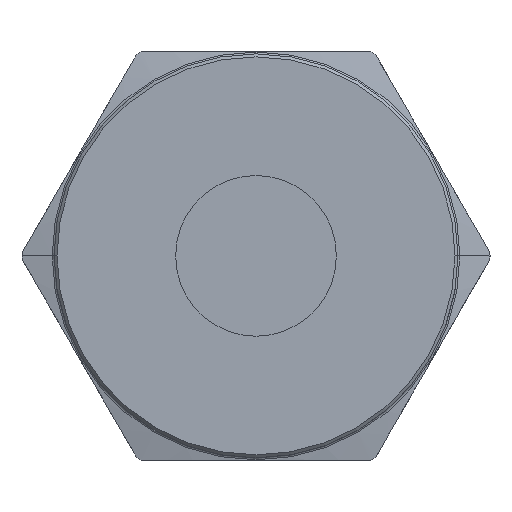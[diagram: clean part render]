
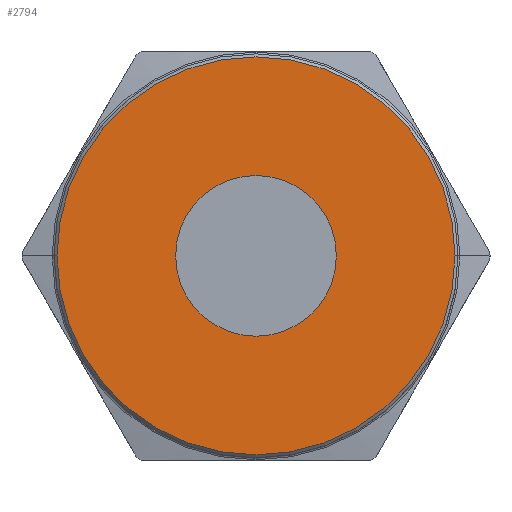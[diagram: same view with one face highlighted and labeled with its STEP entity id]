
A CAD part, top view. The second image highlights one B-rep face of the part: STEP entity #2794.
In plain terms, the highlighted planar face has unit normal (0, 0, 1).
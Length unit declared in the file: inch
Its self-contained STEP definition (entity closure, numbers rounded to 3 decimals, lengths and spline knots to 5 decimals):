
#431 = CARTESIAN_POINT ( 'NONE',  ( 0., 0., 0.36 ) ) ;
#432 = DIRECTION ( 'NONE',  ( 0., 0., 1. ) ) ;
#433 = DIRECTION ( 'NONE',  ( 1., 0., 0. ) ) ;
#436 = CARTESIAN_POINT ( 'NONE',  ( 0., 0., 0.36 ) ) ;
#437 = DIRECTION ( 'NONE',  ( 0., 0., 1. ) ) ;
#438 = DIRECTION ( 'NONE',  ( 1., 0., 0. ) ) ;
#701 = CIRCLE ( 'NONE', #1551, 0.6725 ) ;
#702 = CIRCLE ( 'NONE', #1552, 0.2715 ) ;
#722 = FACE_OUTER_BOUND ( 'NONE', #754, .T. ) ;
#730 = FACE_BOUND ( 'NONE', #2461, .T. ) ;
#754 = EDGE_LOOP ( 'NONE', ( #3240, #3241 ) ) ;
#817 = CIRCLE ( 'NONE', #1530, 0.6725 ) ;
#1509 = AXIS2_PLACEMENT_3D ( 'NONE', #3018, #3017, #3016 ) ;
#1530 = AXIS2_PLACEMENT_3D ( 'NONE', #2262, #2261, #2260 ) ;
#1551 = AXIS2_PLACEMENT_3D ( 'NONE', #431, #432, #433 ) ;
#1552 = AXIS2_PLACEMENT_3D ( 'NONE', #436, #437, #438 ) ;
#1569 = AXIS2_PLACEMENT_3D ( 'NONE', #1949, #1948, #1953 ) ;
#1914 = CARTESIAN_POINT ( 'NONE',  ( -0.2715, 0., 0.36 ) ) ;
#1948 = DIRECTION ( 'NONE',  ( 0., 0., 1. ) ) ;
#1949 = CARTESIAN_POINT ( 'NONE',  ( 0., 0., 0.36 ) ) ;
#1951 = PLANE ( 'NONE',  #1569 ) ;
#1953 = DIRECTION ( 'NONE',  ( 1., 0., 0. ) ) ;
#2260 = DIRECTION ( 'NONE',  ( 1., 0., 0. ) ) ;
#2261 = DIRECTION ( 'NONE',  ( 0., 0., 1. ) ) ;
#2262 = CARTESIAN_POINT ( 'NONE',  ( 0., 0., 0.36 ) ) ;
#2461 = EDGE_LOOP ( 'NONE', ( #3242, #3243 ) ) ;
#2482 = VERTEX_POINT ( 'NONE', #3104 ) ;
#2484 = VERTEX_POINT ( 'NONE', #3102 ) ;
#2488 = VERTEX_POINT ( 'NONE', #3098 ) ;
#2512 = EDGE_CURVE ( 'NONE', #2750, #2484, #2839, .T. ) ;
#2556 = EDGE_CURVE ( 'NONE', #2488, #2482, #817, .T. ) ;
#2626 = EDGE_CURVE ( 'NONE', #2482, #2488, #701, .T. ) ;
#2627 = EDGE_CURVE ( 'NONE', #2484, #2750, #702, .T. ) ;
#2750 = VERTEX_POINT ( 'NONE', #1914 ) ;
#2794 = ADVANCED_FACE ( 'NONE', ( #722, #730 ), #1951, .T. ) ;
#2839 = CIRCLE ( 'NONE', #1509, 0.2715 ) ;
#3016 = DIRECTION ( 'NONE',  ( 1., 0., 0. ) ) ;
#3017 = DIRECTION ( 'NONE',  ( 0., 0., 1. ) ) ;
#3018 = CARTESIAN_POINT ( 'NONE',  ( 0., 0., 0.36 ) ) ;
#3098 = CARTESIAN_POINT ( 'NONE',  ( 0.6725, 0., 0.36 ) ) ;
#3102 = CARTESIAN_POINT ( 'NONE',  ( 0.2715, 0., 0.36 ) ) ;
#3104 = CARTESIAN_POINT ( 'NONE',  ( -0.6725, 0., 0.36 ) ) ;
#3240 = ORIENTED_EDGE ( 'NONE', *, *, #2626, .T. ) ;
#3241 = ORIENTED_EDGE ( 'NONE', *, *, #2556, .T. ) ;
#3242 = ORIENTED_EDGE ( 'NONE', *, *, #2627, .F. ) ;
#3243 = ORIENTED_EDGE ( 'NONE', *, *, #2512, .F. ) ;
